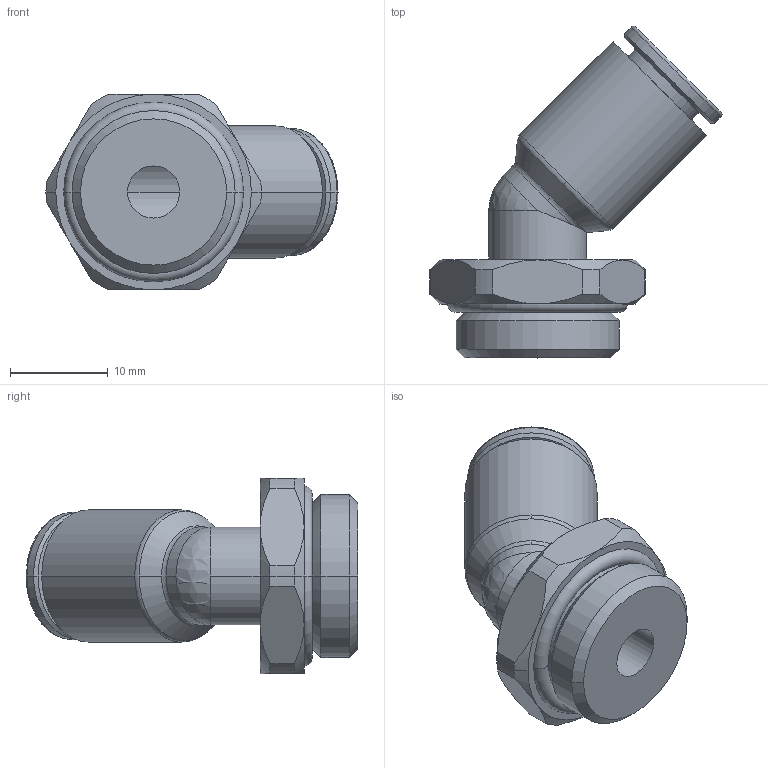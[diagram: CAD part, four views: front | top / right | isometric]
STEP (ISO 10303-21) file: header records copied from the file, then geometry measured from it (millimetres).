
FILE_DESCRIPTION(('STEP AP214'),'1');
FILE_NAME('3133_08_17.stp','2016-07-07T14:58:55',('TraceParts'),('TraceParts S.A.'),'Spatial InterOp 3D',' ',' ');
FILE_SCHEMA(('automotive_design'));
Length unit declared in the file: millimetre
Products named in the file (1): 1
Bounding box: 29.85 x 33.92 x 20 mm (x, y, z)
Volume: 4319 mm3; surface area: 3216.6 mm2
Topology: 1 solids, 1 shells, 76 faces, 186 edges, 111 vertices
Faces by surface type: cylinder 28, cone 24, plane 13, torus 8, sphere 3
Entity records: 2375 total; most frequent: CARTESIAN_POINT 588, DIRECTION 414, ORIENTED_EDGE 360, AXIS2_PLACEMENT_3D 185, EDGE_CURVE 180, VERTEX_POINT 111, CIRCLE 104, EDGE_LOOP 83
